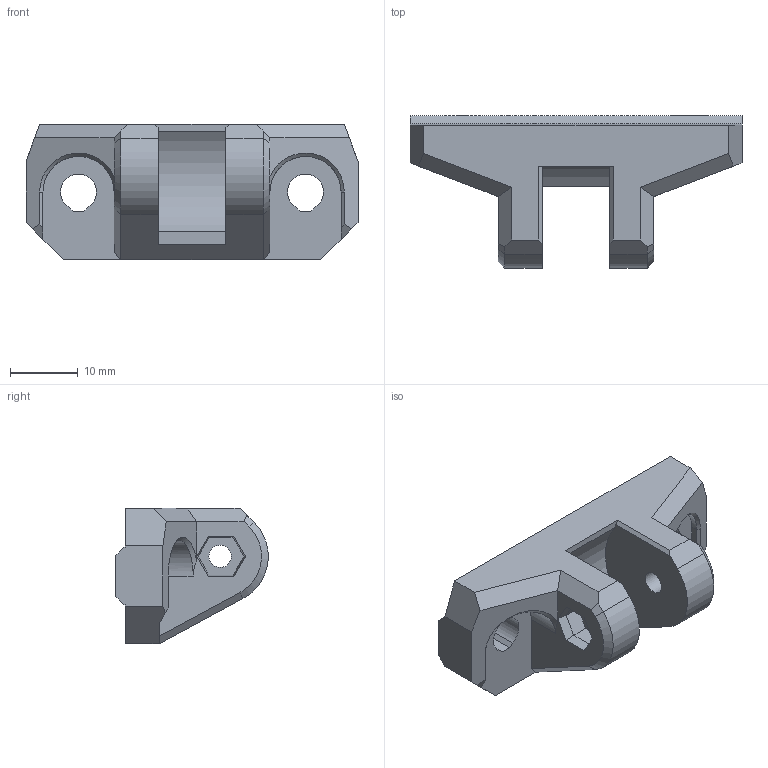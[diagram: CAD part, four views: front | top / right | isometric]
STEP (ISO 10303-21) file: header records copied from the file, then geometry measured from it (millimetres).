
FILE_DESCRIPTION(/* description */ (''),/* implementation_level */ '2;1');
FILE_NAME(/* name */ 'y_idler.step',/* time_stamp */ '2018-01-28T17:40:21+01:00',/* author */ ('gregsaun'),/* organization */ (''),/* preprocessor_version */ 'ST-DEVELOPER v16.13',/* originating_system */ 'Autodesk Translation Framework v6.5.0.72',/* authorisation */ '');
FILE_SCHEMA (('AUTOMOTIVE_DESIGN { 1 0 10303 214 3 1 1 }'));
Length unit declared in the file: millimetre
Products named in the file (1): y_idler v8(1)
Bounding box: 49 x 22.49 x 20 mm (x, y, z)
Volume: 8288.8 mm3; surface area: 4237.5 mm2
Topology: 1 solids, 7 shells, 123 faces, 294 edges, 190 vertices
Faces by surface type: plane 106, cylinder 13, bspline 2, cone 2
Full cylindrical faces by diameter (mm): 1.5 x3, 3.3 x2
Entity records: 3646 total; most frequent: CARTESIAN_POINT 738, ORIENTED_EDGE 588, DIRECTION 558, EDGE_CURVE 294, LINE 262, VECTOR 262, VERTEX_POINT 190, AXIS2_PLACEMENT_3D 148
